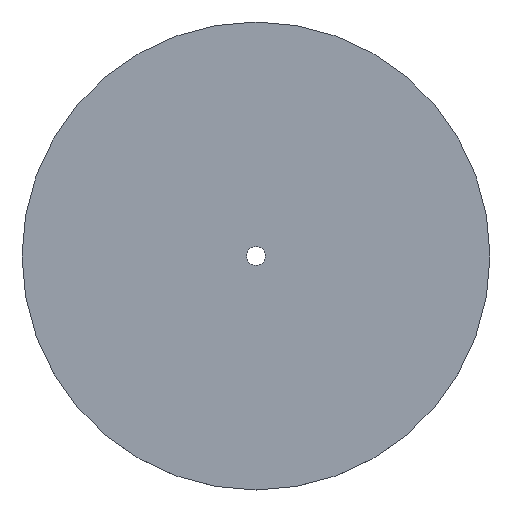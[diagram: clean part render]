
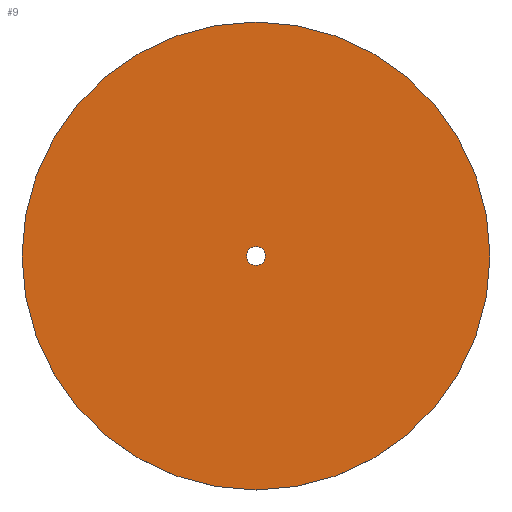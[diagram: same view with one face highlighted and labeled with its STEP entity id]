
A CAD part, top view. The second image highlights one B-rep face of the part: STEP entity #9.
In plain terms, the highlighted face is planar.
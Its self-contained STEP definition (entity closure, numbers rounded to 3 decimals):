
#3 = AXIS2_PLACEMENT_3D ( 'NONE', #82, #212, #106 ) ;
#5 = DIRECTION ( 'NONE',  ( 0., 0., 1. ) ) ;
#9 = ADVANCED_FACE ( 'NONE', ( #213, #132 ), #126, .F. ) ;
#27 = AXIS2_PLACEMENT_3D ( 'NONE', #143, #157, #42 ) ;
#30 = AXIS2_PLACEMENT_3D ( 'NONE', #142, #200, #90 ) ;
#40 = DIRECTION ( 'NONE',  ( 0., 1., 0. ) ) ;
#42 = DIRECTION ( 'NONE',  ( 0., 0., 1. ) ) ;
#44 = VERTEX_POINT ( 'NONE', #161 ) ;
#46 = CARTESIAN_POINT ( 'NONE',  ( 0., 0., -7. ) ) ;
#52 = VERTEX_POINT ( 'NONE', #209 ) ;
#62 = CARTESIAN_POINT ( 'NONE',  ( 0., 0., 0. ) ) ;
#77 = CARTESIAN_POINT ( 'NONE',  ( 0., 0., -175. ) ) ;
#78 = AXIS2_PLACEMENT_3D ( 'NONE', #62, #40, #124 ) ;
#80 = CIRCLE ( 'NONE', #27, 7. ) ;
#82 = CARTESIAN_POINT ( 'NONE',  ( 0., 0., 0. ) ) ;
#90 = DIRECTION ( 'NONE',  ( 0., 0., 1. ) ) ;
#106 = DIRECTION ( 'NONE',  ( 0., 0., 1. ) ) ;
#109 = VERTEX_POINT ( 'NONE', #46 ) ;
#118 = CIRCLE ( 'NONE', #78, 7. ) ;
#123 = EDGE_LOOP ( 'NONE', ( #185, #153 ) ) ;
#124 = DIRECTION ( 'NONE',  ( 0., 0., 1. ) ) ;
#126 = PLANE ( 'NONE',  #203 ) ;
#128 = VERTEX_POINT ( 'NONE', #77 ) ;
#132 = FACE_BOUND ( 'NONE', #191, .T. ) ;
#142 = CARTESIAN_POINT ( 'NONE',  ( 0., 0., 0. ) ) ;
#143 = CARTESIAN_POINT ( 'NONE',  ( 0., 0., 0. ) ) ;
#152 = EDGE_CURVE ( 'NONE', #109, #44, #80, .T. ) ;
#153 = ORIENTED_EDGE ( 'NONE', *, *, #159, .F. ) ;
#154 = EDGE_CURVE ( 'NONE', #128, #52, #215, .T. ) ;
#157 = DIRECTION ( 'NONE',  ( 0., 1., 0. ) ) ;
#159 = EDGE_CURVE ( 'NONE', #52, #128, #239, .T. ) ;
#161 = CARTESIAN_POINT ( 'NONE',  ( 0., 0., 7. ) ) ;
#185 = ORIENTED_EDGE ( 'NONE', *, *, #154, .F. ) ;
#187 = EDGE_CURVE ( 'NONE', #44, #109, #118, .T. ) ;
#191 = EDGE_LOOP ( 'NONE', ( #211, #229 ) ) ;
#200 = DIRECTION ( 'NONE',  ( 0., 1., 0. ) ) ;
#203 = AXIS2_PLACEMENT_3D ( 'NONE', #222, #230, #5 ) ;
#209 = CARTESIAN_POINT ( 'NONE',  ( 0., 0., 175. ) ) ;
#211 = ORIENTED_EDGE ( 'NONE', *, *, #152, .T. ) ;
#212 = DIRECTION ( 'NONE',  ( 0., 1., 0. ) ) ;
#213 = FACE_OUTER_BOUND ( 'NONE', #123, .T. ) ;
#215 = CIRCLE ( 'NONE', #30, 175. ) ;
#222 = CARTESIAN_POINT ( 'NONE',  ( 0., 0., 0. ) ) ;
#229 = ORIENTED_EDGE ( 'NONE', *, *, #187, .T. ) ;
#230 = DIRECTION ( 'NONE',  ( 0., 1., 0. ) ) ;
#239 = CIRCLE ( 'NONE', #3, 175. ) ;
